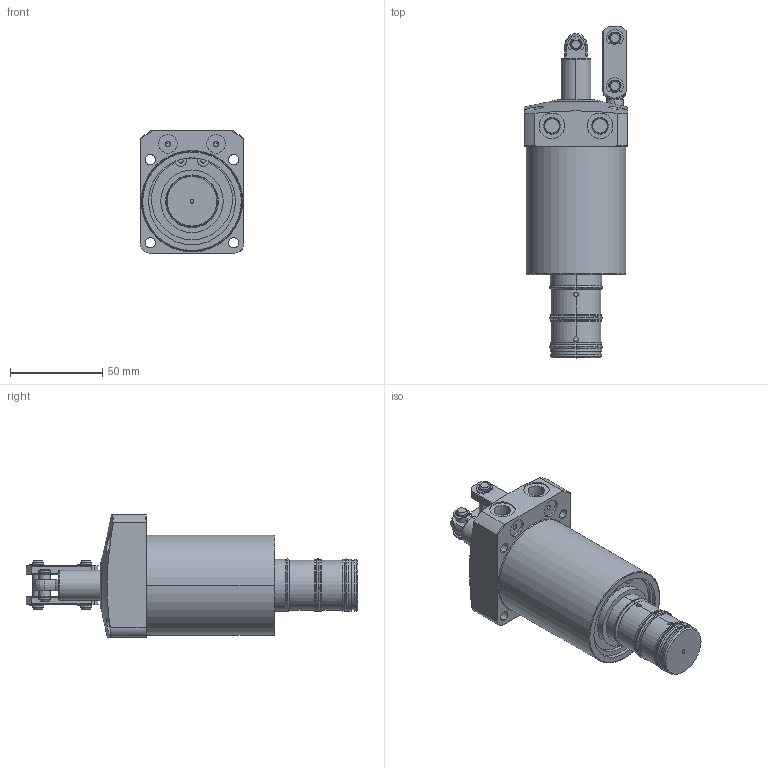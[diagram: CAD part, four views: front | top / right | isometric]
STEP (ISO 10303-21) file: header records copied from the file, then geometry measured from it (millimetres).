
FILE_DESCRIPTION (( 'STEP AP203' ), '1' );
FILE_NAME ('WCE1601-2ARM.STEP', '2019-09-24T06:26:47', ( '微软用户' ), ( '微软中国' ), 'SwSTEP 2.0', 'SolidWorks 2012', '' );
FILE_SCHEMA (( 'CONFIG_CONTROL_DESIGN' ));
Length unit declared in the file: millimetre
Products named in the file (9): WCE1601-2ARM; WCE1601-M_肵巍催獉; ETW-4; LJ0480_嵋裡葨凰_4L50905-00; 4L50946-00咂搘2; 4L50945-00咂搘1; WCE1600_咂衝椳紕_; WCE1600_菛巍催獉; WCE1600_槭暌溞
Assembly tree (15 placements, depth 2):
  WCE1601-2ARM
    WCE1600_槭暌溞
    WCE1600_菛巍催獉
    WCE1600_咂衝椳紕_
    4L50945-00咂搘1
    4L50946-00咂搘2  x2
    LJ0480_嵋裡葨凰_4L50905-00  x2
    ETW-4  x6
    WCE1601-M_肵巍催獉
Bounding box: 56 x 179.5 x 66 mm (x, y, z)
Volume: 266283.1 mm3; surface area: 46076.2 mm2
Topology: 18 solids, 19 shells, 534 faces, 1332 edges, 867 vertices
Faces by surface type: cylinder 294, plane 150, cone 63, bspline 27
Entity records: 12358 total; most frequent: CARTESIAN_POINT 3104, DIRECTION 1832, ORIENTED_EDGE 1620, EDGE_CURVE 810, AXIS2_PLACEMENT_3D 763, VERTEX_POINT 523, CIRCLE 434, EDGE_LOOP 395
